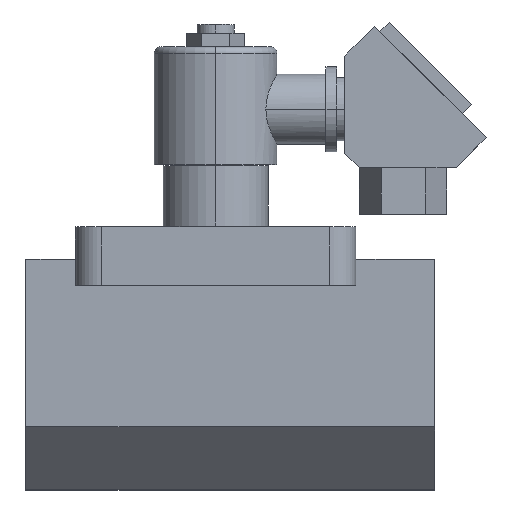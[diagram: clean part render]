
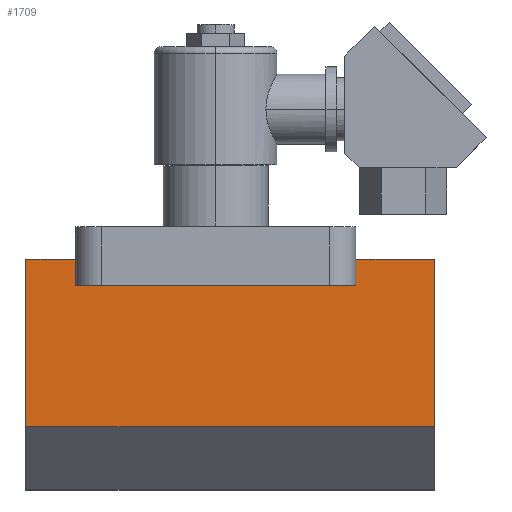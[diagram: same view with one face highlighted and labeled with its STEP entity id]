
A CAD part, top view. The second image highlights one B-rep face of the part: STEP entity #1709.
In plain terms, the highlighted planar face has unit normal (0, 0, 1).
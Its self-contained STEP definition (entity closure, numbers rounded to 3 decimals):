
#84 = CARTESIAN_POINT ( 'NONE',  ( -65., -24.8, 37. ) ) ;
#131 = LINE ( 'NONE', #574, #2504 ) ;
#194 = CARTESIAN_POINT ( 'NONE',  ( -48., -33.8, 37. ) ) ;
#287 = CARTESIAN_POINT ( 'NONE',  ( 75., -24.8, 37. ) ) ;
#388 = CARTESIAN_POINT ( 'NONE',  ( 48., -33.8, 37. ) ) ;
#402 = LINE ( 'NONE', #194, #1721 ) ;
#424 = CARTESIAN_POINT ( 'NONE',  ( -48., -33.8, 37. ) ) ;
#463 = CARTESIAN_POINT ( 'NONE',  ( 75., -82.3, 37. ) ) ;
#501 = ORIENTED_EDGE ( 'NONE', *, *, #791, .F. ) ;
#540 = ORIENTED_EDGE ( 'NONE', *, *, #2302, .T. ) ;
#570 = EDGE_CURVE ( 'NONE', #1695, #1164, #402, .T. ) ;
#574 = CARTESIAN_POINT ( 'NONE',  ( -65., -24.8, 37. ) ) ;
#628 = CARTESIAN_POINT ( 'NONE',  ( 75., -82.3, 37. ) ) ;
#672 = LINE ( 'NONE', #463, #2505 ) ;
#743 = VERTEX_POINT ( 'NONE', #628 ) ;
#791 = EDGE_CURVE ( 'NONE', #743, #1380, #672, .T. ) ;
#793 = DIRECTION ( 'NONE',  ( -1., 0., 0. ) ) ;
#802 = LINE ( 'NONE', #2734, #1897 ) ;
#849 = CARTESIAN_POINT ( 'NONE',  ( 48., -24.8, 37. ) ) ;
#903 = DIRECTION ( 'NONE',  ( -1., 0., 0. ) ) ;
#936 = EDGE_LOOP ( 'NONE', ( #2007, #2173, #540, #501, #1427, #2747, #1500, #1403 ) ) ;
#1009 = EDGE_CURVE ( 'NONE', #1840, #1201, #1602, .T. ) ;
#1096 = CARTESIAN_POINT ( 'NONE',  ( 75., -24.8, 37. ) ) ;
#1135 = VERTEX_POINT ( 'NONE', #2545 ) ;
#1164 = VERTEX_POINT ( 'NONE', #424 ) ;
#1201 = VERTEX_POINT ( 'NONE', #849 ) ;
#1248 = VECTOR ( 'NONE', #903, 1000. ) ;
#1318 = LINE ( 'NONE', #287, #1248 ) ;
#1380 = VERTEX_POINT ( 'NONE', #1436 ) ;
#1403 = ORIENTED_EDGE ( 'NONE', *, *, #2643, .F. ) ;
#1405 = DIRECTION ( 'NONE',  ( 0., 1., 0. ) ) ;
#1427 = ORIENTED_EDGE ( 'NONE', *, *, #1518, .F. ) ;
#1436 = CARTESIAN_POINT ( 'NONE',  ( -65., -82.3, 37. ) ) ;
#1446 = LINE ( 'NONE', #1096, #2133 ) ;
#1486 = DIRECTION ( 'NONE',  ( -1., 0., 0. ) ) ;
#1500 = ORIENTED_EDGE ( 'NONE', *, *, #1009, .F. ) ;
#1518 = EDGE_CURVE ( 'NONE', #1135, #743, #1446, .T. ) ;
#1602 = LINE ( 'NONE', #388, #2180 ) ;
#1630 = CARTESIAN_POINT ( 'NONE',  ( -48., -24.8, 37. ) ) ;
#1690 = CARTESIAN_POINT ( 'NONE',  ( 48., -33.8, 37. ) ) ;
#1695 = VERTEX_POINT ( 'NONE', #1630 ) ;
#1709 = ADVANCED_FACE ( 'NONE', ( #2503 ), #2026, .F. ) ;
#1721 = VECTOR ( 'NONE', #2252, 1000. ) ;
#1770 = LINE ( 'NONE', #2425, #2084 ) ;
#1839 = CARTESIAN_POINT ( 'NONE',  ( 75., -24.8, 37. ) ) ;
#1840 = VERTEX_POINT ( 'NONE', #1690 ) ;
#1843 = DIRECTION ( 'NONE',  ( 0., 1., 0. ) ) ;
#1897 = VECTOR ( 'NONE', #793, 1000. ) ;
#2003 = DIRECTION ( 'NONE',  ( 0., -1., 0. ) ) ;
#2007 = ORIENTED_EDGE ( 'NONE', *, *, #570, .F. ) ;
#2026 = PLANE ( 'NONE',  #2317 ) ;
#2084 = VECTOR ( 'NONE', #2189, 1000. ) ;
#2086 = EDGE_CURVE ( 'NONE', #1135, #1201, #802, .T. ) ;
#2133 = VECTOR ( 'NONE', #2741, 1000. ) ;
#2173 = ORIENTED_EDGE ( 'NONE', *, *, #2738, .T. ) ;
#2180 = VECTOR ( 'NONE', #1843, 1000. ) ;
#2189 = DIRECTION ( 'NONE',  ( 1., 0., 0. ) ) ;
#2252 = DIRECTION ( 'NONE',  ( 0., -1., 0. ) ) ;
#2302 = EDGE_CURVE ( 'NONE', #2580, #1380, #131, .T. ) ;
#2317 = AXIS2_PLACEMENT_3D ( 'NONE', #1839, #2712, #1405 ) ;
#2425 = CARTESIAN_POINT ( 'NONE',  ( 48., -33.8, 37. ) ) ;
#2503 = FACE_OUTER_BOUND ( 'NONE', #936, .T. ) ;
#2504 = VECTOR ( 'NONE', #2003, 1000. ) ;
#2505 = VECTOR ( 'NONE', #1486, 1000. ) ;
#2545 = CARTESIAN_POINT ( 'NONE',  ( 75., -24.8, 37. ) ) ;
#2580 = VERTEX_POINT ( 'NONE', #84 ) ;
#2643 = EDGE_CURVE ( 'NONE', #1164, #1840, #1770, .T. ) ;
#2712 = DIRECTION ( 'NONE',  ( 0., 0., -1. ) ) ;
#2734 = CARTESIAN_POINT ( 'NONE',  ( 75., -24.8, 37. ) ) ;
#2738 = EDGE_CURVE ( 'NONE', #1695, #2580, #1318, .T. ) ;
#2741 = DIRECTION ( 'NONE',  ( 0., -1., 0. ) ) ;
#2747 = ORIENTED_EDGE ( 'NONE', *, *, #2086, .T. ) ;
